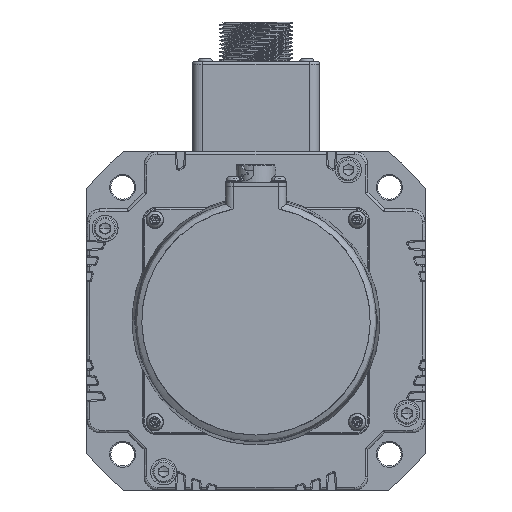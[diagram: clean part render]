
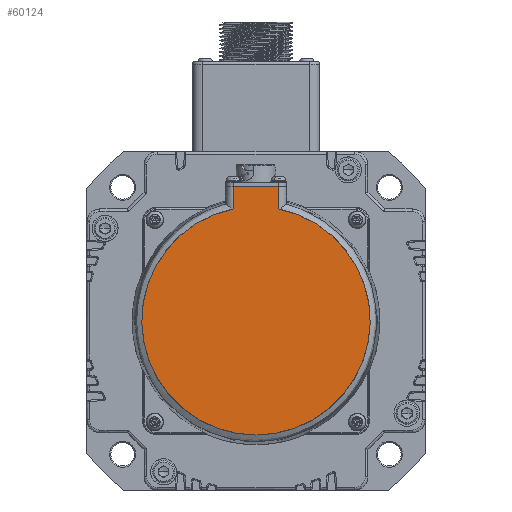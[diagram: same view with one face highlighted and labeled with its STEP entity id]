
A CAD part, front view. The second image highlights one B-rep face of the part: STEP entity #60124.
In plain terms, the highlighted planar face has unit normal (0, -1, 0).
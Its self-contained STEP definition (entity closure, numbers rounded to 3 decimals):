
#55142=CARTESIAN_POINT('',(-8.67,-40.,-21.97));
#55143=VERTEX_POINT('',#55142);
#55151=CARTESIAN_POINT('',(-8.67,-40.,-13.5));
#55152=VERTEX_POINT('',#55151);
#55153=CARTESIAN_POINT('',(-8.67,-40.,-21.97));
#55154=DIRECTION('',(0.,0.,1.));
#55155=VECTOR('',#55154,8.47);
#55156=LINE('',#55153,#55155);
#55157=EDGE_CURVE('',#55143,#55152,#55156,.T.);
#55387=CARTESIAN_POINT('',(8.67,-40.,-13.5));
#55388=VERTEX_POINT('',#55387);
#55396=CARTESIAN_POINT('',(8.67,-40.,-21.97));
#55397=VERTEX_POINT('',#55396);
#55398=CARTESIAN_POINT('',(8.67,-40.,-13.5));
#55399=DIRECTION('',(0.,0.,-1.));
#55400=VECTOR('',#55399,8.47);
#55401=LINE('',#55398,#55400);
#55402=EDGE_CURVE('',#55388,#55397,#55401,.T.);
#60095=CARTESIAN_POINT('',(0.,-40.,-65.));
#60096=DIRECTION('',(0.198,0.,0.98));
#60097=DIRECTION('',(0.,1.,0.));
#60098=AXIS2_PLACEMENT_3D('',#60095,#60097,#60096);
#60099=CIRCLE('',#60098,43.895);
#60100=EDGE_CURVE('',#55397,#55143,#60099,.T.);
#60108=CARTESIAN_POINT('',(0.,-40.,-61.483));
#60109=DIRECTION('',(0.,0.,-1.));
#60110=DIRECTION('',(0.,-1.,0.));
#60111=AXIS2_PLACEMENT_3D('',#60108,#60110,#60109);
#60112=PLANE('',#60111);
#60113=ORIENTED_EDGE('',*,*,#60100,.F.);
#60114=ORIENTED_EDGE('',*,*,#55402,.F.);
#60115=CARTESIAN_POINT('',(8.67,-40.,-13.5));
#60116=DIRECTION('',(-1.,0.,0.));
#60117=VECTOR('',#60116,17.34);
#60118=LINE('',#60115,#60117);
#60119=EDGE_CURVE('',#55388,#55152,#60118,.T.);
#60120=ORIENTED_EDGE('',*,*,#60119,.T.);
#60121=ORIENTED_EDGE('',*,*,#55157,.F.);
#60122=EDGE_LOOP('',(#60113,#60114,#60120,#60121));
#60123=FACE_OUTER_BOUND('',#60122,.T.);
#60124=ADVANCED_FACE('',(#60123),#60112,.T.);
